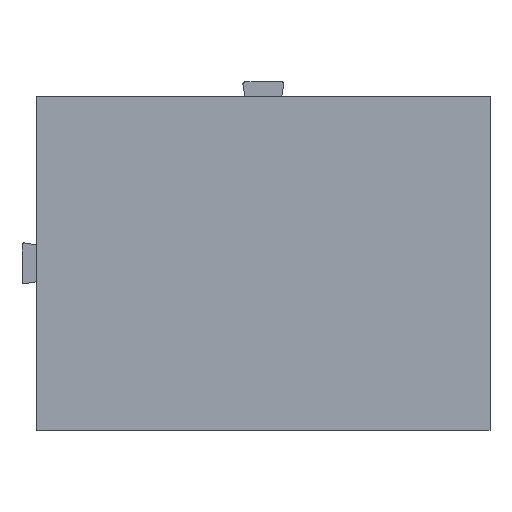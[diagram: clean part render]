
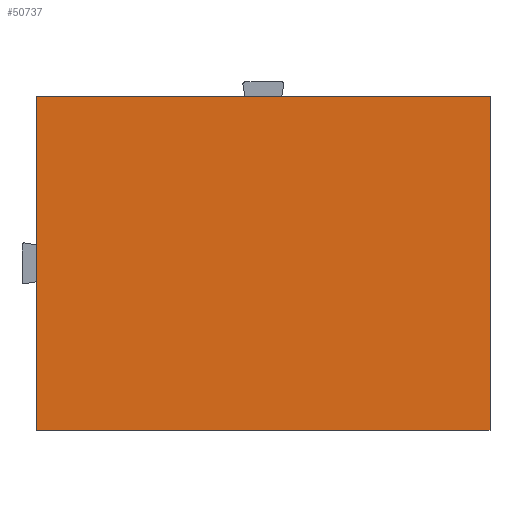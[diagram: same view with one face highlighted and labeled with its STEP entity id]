
A CAD part, front view. The second image highlights one B-rep face of the part: STEP entity #50737.
In plain terms, the highlighted planar face has unit normal (0, -1, 0).
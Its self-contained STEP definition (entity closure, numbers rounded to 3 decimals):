
#68 = VERTEX_POINT ( 'NONE', #40850 ) ;
#2176 = ORIENTED_EDGE ( 'NONE', *, *, #29894, .T. ) ;
#5251 = LINE ( 'NONE', #49766, #35822 ) ;
#5366 = LINE ( 'NONE', #14076, #49171 ) ;
#6012 = EDGE_CURVE ( 'NONE', #8680, #32057, #5251, .T. ) ;
#7159 = ORIENTED_EDGE ( 'NONE', *, *, #6012, .T. ) ;
#8680 = VERTEX_POINT ( 'NONE', #15925 ) ;
#9640 = EDGE_CURVE ( 'NONE', #32057, #49869, #31550, .T. ) ;
#12673 = LINE ( 'NONE', #19303, #32527 ) ;
#14076 = CARTESIAN_POINT ( 'NONE',  ( -23.25, -5.2, -17.1 ) ) ;
#14986 = DIRECTION ( 'NONE',  ( 0., -1., 0. ) ) ;
#15925 = CARTESIAN_POINT ( 'NONE',  ( 23.25, -5.2, -17.1 ) ) ;
#15972 = ORIENTED_EDGE ( 'NONE', *, *, #9640, .T. ) ;
#19303 = CARTESIAN_POINT ( 'NONE',  ( -23.25, -5.2, 17.1 ) ) ;
#19406 = DIRECTION ( 'NONE',  ( 0., 0., -1. ) ) ;
#19656 = DIRECTION ( 'NONE',  ( 0., 0., 1. ) ) ;
#20110 = CARTESIAN_POINT ( 'NONE',  ( -23.25, -5.2, 17.1 ) ) ;
#21767 = ORIENTED_EDGE ( 'NONE', *, *, #37971, .T. ) ;
#24270 = VECTOR ( 'NONE', #54118, 1000. ) ;
#25086 = FACE_OUTER_BOUND ( 'NONE', #51181, .T. ) ;
#27819 = DIRECTION ( 'NONE',  ( 0., 0., -1. ) ) ;
#27927 = CARTESIAN_POINT ( 'NONE',  ( 0., -5.2, 0. ) ) ;
#29894 = EDGE_CURVE ( 'NONE', #49869, #68, #12673, .T. ) ;
#31550 = LINE ( 'NONE', #49769, #24270 ) ;
#32057 = VERTEX_POINT ( 'NONE', #52171 ) ;
#32527 = VECTOR ( 'NONE', #27819, 1000. ) ;
#35822 = VECTOR ( 'NONE', #19656, 1000. ) ;
#37971 = EDGE_CURVE ( 'NONE', #68, #8680, #5366, .T. ) ;
#39664 = DIRECTION ( 'NONE',  ( 1., 0., 0. ) ) ;
#40404 = AXIS2_PLACEMENT_3D ( 'NONE', #27927, #14986, #19406 ) ;
#40850 = CARTESIAN_POINT ( 'NONE',  ( -23.25, -5.2, -17.1 ) ) ;
#43166 = PLANE ( 'NONE',  #40404 ) ;
#49171 = VECTOR ( 'NONE', #39664, 1000. ) ;
#49766 = CARTESIAN_POINT ( 'NONE',  ( 23.25, -5.2, -17.1 ) ) ;
#49769 = CARTESIAN_POINT ( 'NONE',  ( 23.25, -5.2, 17.1 ) ) ;
#49869 = VERTEX_POINT ( 'NONE', #20110 ) ;
#50737 = ADVANCED_FACE ( 'NONE', ( #25086 ), #43166, .T. ) ;
#51181 = EDGE_LOOP ( 'NONE', ( #15972, #2176, #21767, #7159 ) ) ;
#52171 = CARTESIAN_POINT ( 'NONE',  ( 23.25, -5.2, 17.1 ) ) ;
#54118 = DIRECTION ( 'NONE',  ( -1., 0., 0. ) ) ;
